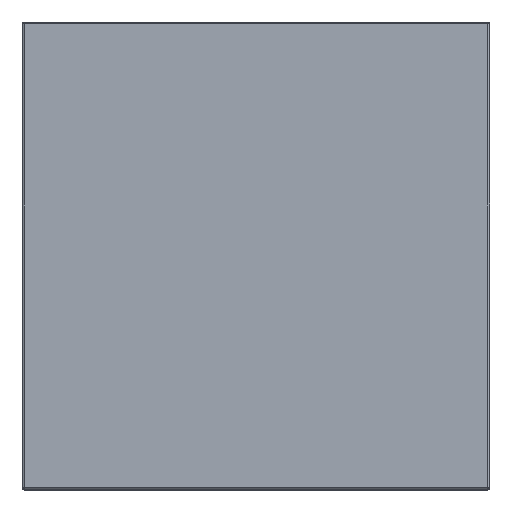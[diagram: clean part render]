
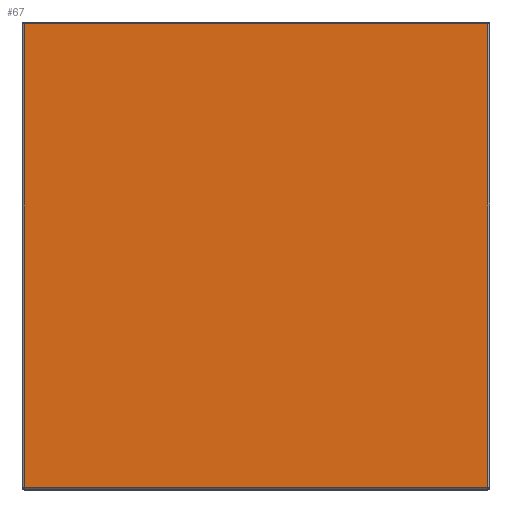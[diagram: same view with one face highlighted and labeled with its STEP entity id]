
A CAD part, top view. The second image highlights one B-rep face of the part: STEP entity #67.
In plain terms, the highlighted planar face has unit normal (0, 0, -1).
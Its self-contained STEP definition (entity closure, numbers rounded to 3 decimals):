
#67=ADVANCED_FACE($,(#334),#3181,.T.);
#334=FACE_OUTER_BOUND($,#601,.T.);
#601=EDGE_LOOP($,(#932,#933,#934,#935));
#932=ORIENTED_EDGE($,*,*,#2070,.F.);
#933=ORIENTED_EDGE($,*,*,#2068,.F.);
#934=ORIENTED_EDGE($,*,*,#2069,.F.);
#935=ORIENTED_EDGE($,*,*,#2071,.F.);
#2068=EDGE_CURVE($,#2645,#2646,#3543,.T.);
#2069=EDGE_CURVE($,#2647,#2645,#3544,.T.);
#2070=EDGE_CURVE($,#2646,#2648,#3545,.T.);
#2071=EDGE_CURVE($,#2648,#2647,#3546,.T.);
#2645=VERTEX_POINT($,#4660);
#2646=VERTEX_POINT($,#4661);
#2647=VERTEX_POINT($,#4662);
#2648=VERTEX_POINT($,#4663);
#3181=PLANE($,#3908);
#3543=B_SPLINE_CURVE_WITH_KNOTS($,1,(#4133,#4134),.UNSPECIFIED.,.F.,.F.,
(2,2),(0.,139.),.UNSPECIFIED.);
#3544=B_SPLINE_CURVE_WITH_KNOTS($,1,(#4135,#4136),.UNSPECIFIED.,.F.,.F.,
(2,2),(0.,139.),.UNSPECIFIED.);
#3545=B_SPLINE_CURVE_WITH_KNOTS($,1,(#4137,#4138),.UNSPECIFIED.,.F.,.F.,
(2,2),(0.,139.),.UNSPECIFIED.);
#3546=B_SPLINE_CURVE_WITH_KNOTS($,1,(#4139,#4140),.UNSPECIFIED.,.F.,.F.,
(2,2),(0.,139.),.UNSPECIFIED.);
#3908=AXIS2_PLACEMENT_3D($,#4438,#3956,$);
#3956=DIRECTION($,(0.,0.,-1.));
#4133=CARTESIAN_POINT($,(-69.5,-69.5,142.));
#4134=CARTESIAN_POINT($,(69.5,-69.5,142.));
#4135=CARTESIAN_POINT($,(-69.5,69.5,142.));
#4136=CARTESIAN_POINT($,(-69.5,-69.5,142.));
#4137=CARTESIAN_POINT($,(69.5,-69.5,142.));
#4138=CARTESIAN_POINT($,(69.5,69.5,142.));
#4139=CARTESIAN_POINT($,(69.5,69.5,142.));
#4140=CARTESIAN_POINT($,(-69.5,69.5,142.));
#4438=CARTESIAN_POINT($,(-69.5,69.5,142.));
#4660=CARTESIAN_POINT($,(-69.5,-69.5,142.));
#4661=CARTESIAN_POINT($,(69.5,-69.5,142.));
#4662=CARTESIAN_POINT($,(-69.5,69.5,142.));
#4663=CARTESIAN_POINT($,(69.5,69.5,142.));
